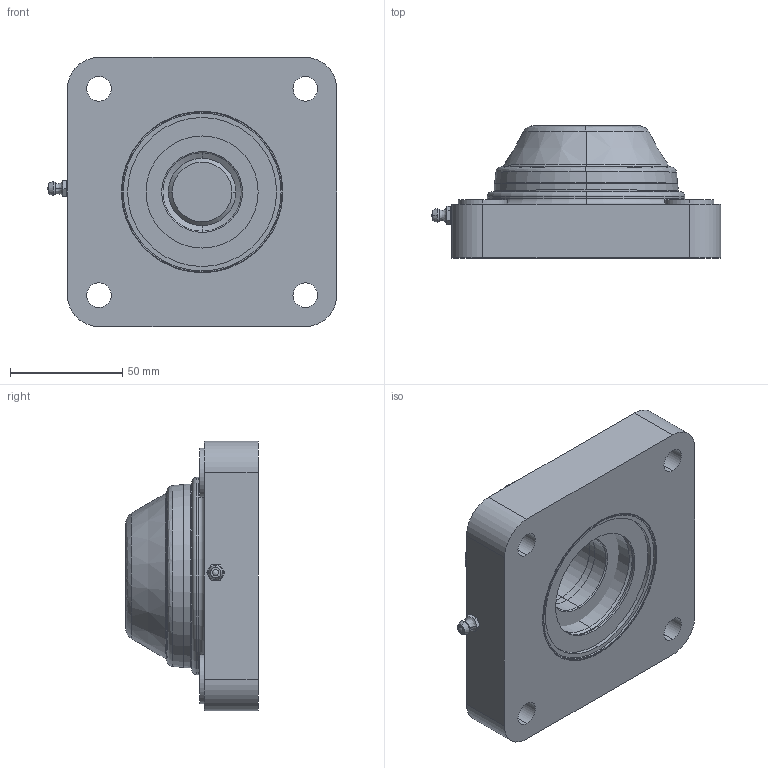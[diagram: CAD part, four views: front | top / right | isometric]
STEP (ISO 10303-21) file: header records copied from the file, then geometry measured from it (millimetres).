
FILE_DESCRIPTION (( 'STEP AP214' ), '1' );
FILE_NAME ('Rexnord-UCF-C - SUCF-C - HCF-C - SHCF-C-UCF 207 C- 64018.STEP', '2020-02-20T07:24:28', ( '' ), ( '' ), 'SwSTEP 2.0', 'SolidWorks 2019', '' );
FILE_SCHEMA (( 'AUTOMOTIVE_DESIGN' ));
Length unit declared in the file: millimetre
Products named in the file (5): Rexnord-UCF-C - SUCF-C - HCF-C - SHCF-C-UCF 207 C- 64018_NIPPLE; Rexnord-UCF-C - SUCF-C - HCF-C - SHCF-C-UCF 207 C- 64018_BEARING; Rexnord-UCF-C - SUCF-C - HCF-C - SHCF-C-UCF 207 C- 64018; Rexnord-UCF-C - SUCF-C - HCF-C - SHCF-C-UCF 207 C- 64018_CAP_35 CLOSE; Rexnord-UCF-C - SUCF-C - HCF-C - SHCF-C-UCF 207 C- 64018_HUB
Assembly tree (4 placements, depth 2):
  Rexnord-UCF-C - SUCF-C - HCF-C - SHCF-C-UCF 207 C- 64018
    Rexnord-UCF-C - SUCF-C - HCF-C - SHCF-C-UCF 207 C- 64018_HUB
    Rexnord-UCF-C - SUCF-C - HCF-C - SHCF-C-UCF 207 C- 64018_BEARING
    Rexnord-UCF-C - SUCF-C - HCF-C - SHCF-C-UCF 207 C- 64018_CAP_35 CLOSE
    Rexnord-UCF-C - SUCF-C - HCF-C - SHCF-C-UCF 207 C- 64018_NIPPLE
Bounding box: 129 x 59 x 120 mm (x, y, z)
Volume: 393907.2 mm3; surface area: 100260.8 mm2
Topology: 5 solids, 6 shells, 224 faces, 517 edges, 330 vertices
Faces by surface type: cylinder 75, plane 64, cone 52, bspline 17, torus 16
Entity records: 8435 total; most frequent: CARTESIAN_POINT 1845, DIRECTION 1171, ORIENTED_EDGE 1034, EDGE_CURVE 517, AXIS2_PLACEMENT_3D 492, VERTEX_POINT 330, CIRCLE 278, EDGE_LOOP 265
